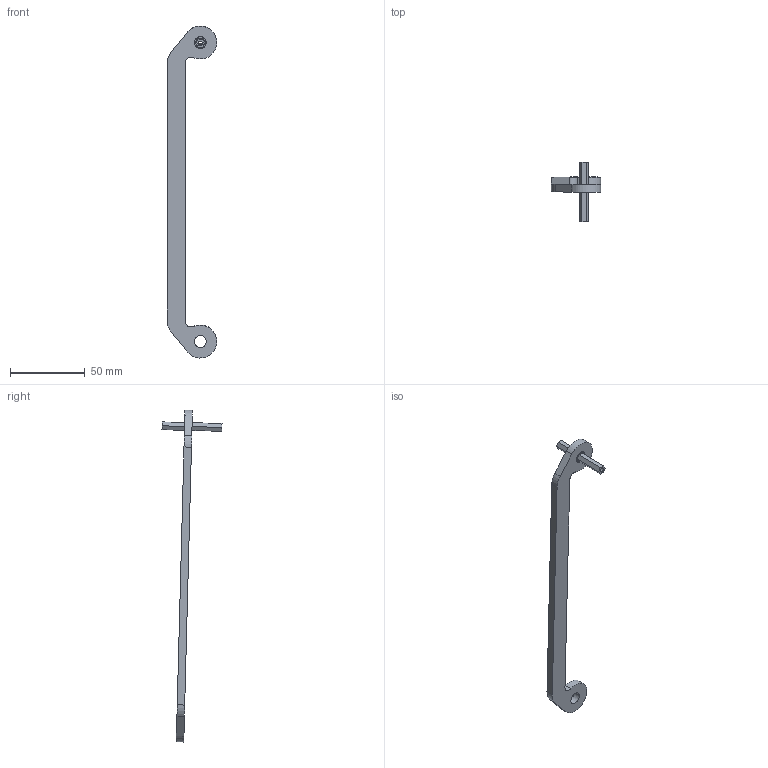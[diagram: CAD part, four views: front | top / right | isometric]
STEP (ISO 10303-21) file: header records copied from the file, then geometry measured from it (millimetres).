
FILE_DESCRIPTION (( 'STEP AP203' ), '1' );
FILE_NAME ('khau_noi_link2.step_Default_sldprt.STEP', '2024-10-18T05:41:43', ( '' ), ( '' ), 'SwSTEP 2.0', 'SolidWorks 2023', '' );
FILE_SCHEMA (( 'CONFIG_CONTROL_DESIGN' ));
Length unit declared in the file: inch
Products named in the file (1): khau_noi_link2.step_Default_sldprt
Bounding box: 33 x 40.12 x 222.01 mm (x, y, z)
Volume: 15792.4 mm3; surface area: 10319.8 mm2
Topology: 7 solids, 7 shells, 80 faces, 180 edges, 114 vertices
Faces by surface type: cylinder 36, plane 30, cone 8, torus 6
Entity records: 2347 total; most frequent: DIRECTION 430, CARTESIAN_POINT 375, ORIENTED_EDGE 360, EDGE_CURVE 180, AXIS2_PLACEMENT_3D 169, VERTEX_POINT 114, EDGE_LOOP 96, LINE 92
